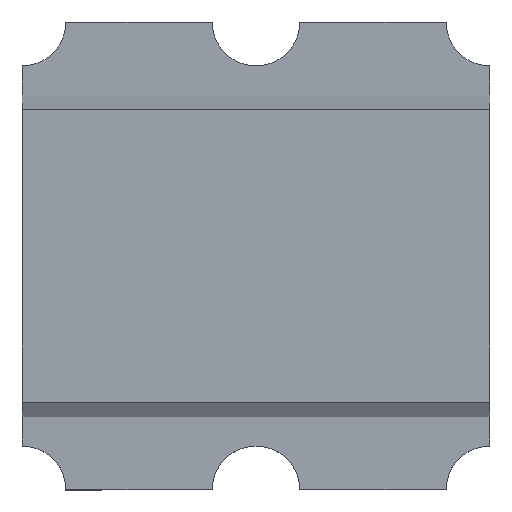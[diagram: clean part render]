
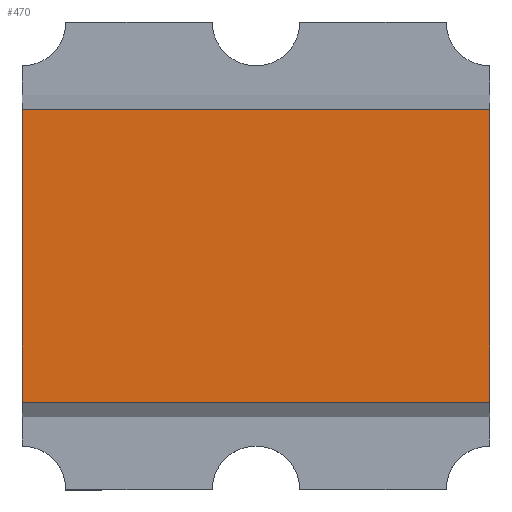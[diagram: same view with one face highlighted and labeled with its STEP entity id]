
A CAD part, top view. The second image highlights one B-rep face of the part: STEP entity #470.
In plain terms, the highlighted planar face has unit normal (0, 0, 1).
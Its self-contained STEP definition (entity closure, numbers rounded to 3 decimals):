
#6 = VECTOR ( 'NONE', #8, 1000. ) ;
#8 = DIRECTION ( 'NONE',  ( -1., 0., 0. ) ) ;
#24 = CARTESIAN_POINT ( 'NONE',  ( 0.8, 0.5, 0.2 ) ) ;
#50 = CARTESIAN_POINT ( 'NONE',  ( 1.918, -0.5, 0.2 ) ) ;
#90 = VERTEX_POINT ( 'NONE', #564 ) ;
#94 = CARTESIAN_POINT ( 'NONE',  ( -0.8, -0.5, 0.2 ) ) ;
#106 = AXIS2_PLACEMENT_3D ( 'NONE', #320, #368, #109 ) ;
#109 = DIRECTION ( 'NONE',  ( 1., 0., 0. ) ) ;
#112 = LINE ( 'NONE', #50, #495 ) ;
#117 = VERTEX_POINT ( 'NONE', #505 ) ;
#130 = ORIENTED_EDGE ( 'NONE', *, *, #203, .F. ) ;
#131 = VECTOR ( 'NONE', #645, 1000. ) ;
#132 = ORIENTED_EDGE ( 'NONE', *, *, #211, .F. ) ;
#135 = EDGE_LOOP ( 'NONE', ( #132, #234, #646, #130 ) ) ;
#139 = EDGE_CURVE ( 'NONE', #569, #117, #392, .T. ) ;
#203 = EDGE_CURVE ( 'NONE', #611, #117, #651, .T. ) ;
#211 = EDGE_CURVE ( 'NONE', #90, #611, #112, .T. ) ;
#234 = ORIENTED_EDGE ( 'NONE', *, *, #309, .T. ) ;
#243 = CARTESIAN_POINT ( 'NONE',  ( 0.8, -0.5, 0.2 ) ) ;
#295 = CARTESIAN_POINT ( 'NONE',  ( -0.8, -0.5, 0.2 ) ) ;
#309 = EDGE_CURVE ( 'NONE', #90, #569, #395, .T. ) ;
#314 = CARTESIAN_POINT ( 'NONE',  ( 1.918, 0.5, 0.2 ) ) ;
#320 = CARTESIAN_POINT ( 'NONE',  ( 1.918, -0.5, 0.2 ) ) ;
#358 = DIRECTION ( 'NONE',  ( -1., 0., 0. ) ) ;
#368 = DIRECTION ( 'NONE',  ( 0., 0., 1. ) ) ;
#392 = LINE ( 'NONE', #314, #6 ) ;
#395 = LINE ( 'NONE', #243, #131 ) ;
#470 = ADVANCED_FACE ( 'NONE', ( #507 ), #534, .T. ) ;
#495 = VECTOR ( 'NONE', #358, 1000. ) ;
#497 = DIRECTION ( 'NONE',  ( 0., 1., 0. ) ) ;
#505 = CARTESIAN_POINT ( 'NONE',  ( -0.8, 0.5, 0.2 ) ) ;
#507 = FACE_OUTER_BOUND ( 'NONE', #135, .T. ) ;
#534 = PLANE ( 'NONE',  #106 ) ;
#564 = CARTESIAN_POINT ( 'NONE',  ( 0.8, -0.5, 0.2 ) ) ;
#569 = VERTEX_POINT ( 'NONE', #24 ) ;
#611 = VERTEX_POINT ( 'NONE', #295 ) ;
#638 = VECTOR ( 'NONE', #497, 1000. ) ;
#645 = DIRECTION ( 'NONE',  ( 0., 1., 0. ) ) ;
#646 = ORIENTED_EDGE ( 'NONE', *, *, #139, .T. ) ;
#651 = LINE ( 'NONE', #94, #638 ) ;
